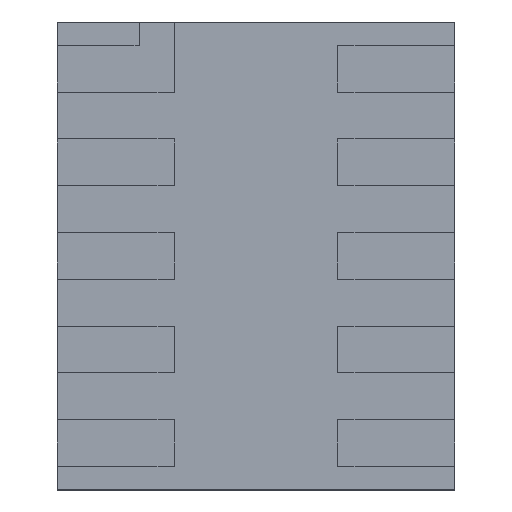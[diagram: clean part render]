
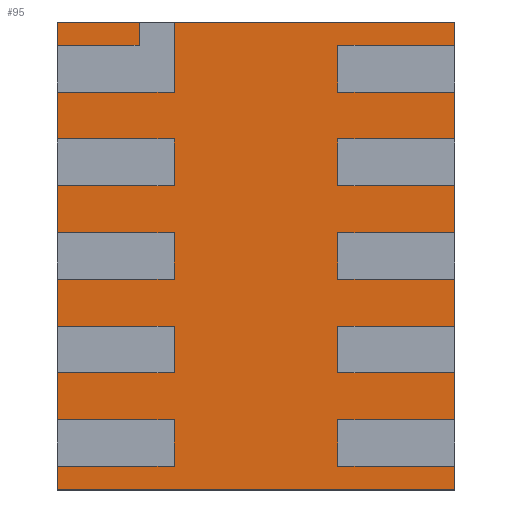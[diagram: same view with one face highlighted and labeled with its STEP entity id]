
A CAD part, top view. The second image highlights one B-rep face of the part: STEP entity #95.
In plain terms, the highlighted planar face has unit normal (0, 0, 1).
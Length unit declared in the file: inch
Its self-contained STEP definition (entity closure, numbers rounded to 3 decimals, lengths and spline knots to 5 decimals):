
#1=DIRECTION('',(0.,-1.,0.));
#2=VECTOR('',#1,2.);
#3=CARTESIAN_POINT('',(7.56696,8.53355,0.4204));
#4=LINE('',#3,#2);
#17=DIRECTION('',(-1.,0.,0.));
#18=VECTOR('',#17,1.7);
#19=CARTESIAN_POINT('',(7.56696,6.53355,0.4204));
#20=LINE('',#19,#18);
#29=DIRECTION('',(1.,0.,0.));
#30=VECTOR('',#29,1.7);
#31=CARTESIAN_POINT('',(5.86696,8.53355,0.4204));
#32=LINE('',#31,#30);
#37=DIRECTION('',(0.,1.,0.));
#38=VECTOR('',#37,2.);
#39=CARTESIAN_POINT('',(5.86696,6.53355,0.4204));
#40=LINE('',#39,#38);
#49=CARTESIAN_POINT('',(7.56696,8.53355,0.4204));
#50=CARTESIAN_POINT('',(7.56696,6.53355,0.4204));
#51=VERTEX_POINT('',#49);
#52=VERTEX_POINT('',#50);
#53=CARTESIAN_POINT('',(5.86696,6.53355,0.4204));
#54=VERTEX_POINT('',#53);
#59=CARTESIAN_POINT('',(5.86696,8.53355,0.4204));
#60=VERTEX_POINT('',#59);
#81=CARTESIAN_POINT('',(6.71696,7.53355,0.4204));
#82=DIRECTION('',(0.,0.,1.));
#83=DIRECTION('',(1.,0.,0.));
#84=AXIS2_PLACEMENT_3D('',#81,#82,#83);
#85=PLANE('',#84);
#86=ORIENTED_EDGE('',*,*,#70,.T.);
#88=ORIENTED_EDGE('',*,*,#87,.T.);
#90=ORIENTED_EDGE('',*,*,#89,.T.);
#92=ORIENTED_EDGE('',*,*,#91,.T.);
#93=EDGE_LOOP('',(#86,#88,#90,#92));
#94=FACE_OUTER_BOUND('',#93,.F.);
#70=EDGE_CURVE('',#51,#52,#4,.T.);
#87=EDGE_CURVE('',#52,#54,#20,.T.);
#89=EDGE_CURVE('',#54,#60,#40,.T.);
#91=EDGE_CURVE('',#60,#51,#32,.T.);
#95=ADVANCED_FACE('',(#94),#85,.T.);
